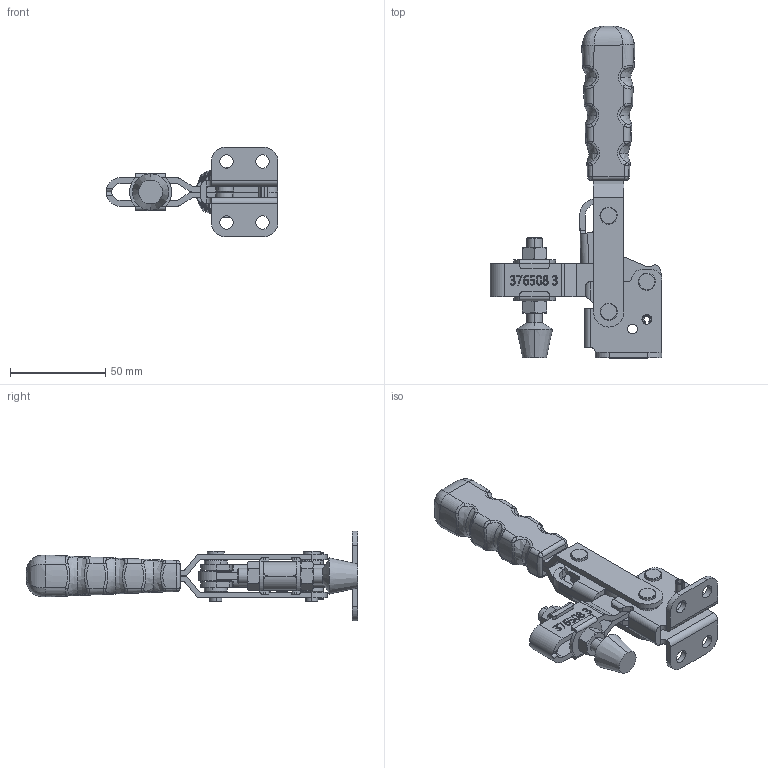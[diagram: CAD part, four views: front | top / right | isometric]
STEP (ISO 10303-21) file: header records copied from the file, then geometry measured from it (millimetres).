
FILE_DESCRIPTION (( 'STEP AP214' ), '1' );
FILE_NAME ('376508 3(HOLEX-12502-B).STEP', '2024-01-03T09:05:15', ( 'D2' ), ( '' ), 'SwSTEP 2.0', 'SolidWorks 2016', '' );
FILE_SCHEMA (( 'AUTOMOTIVE_DESIGN' ));
Length unit declared in the file: millimetre
Products named in the file (17): 376508 3(HOLEX-12502-B); 7408063 (紅頭)+FW-516; Hexagon Nut_1_JIS; 5100516K (FW-516); 7408063K; 4110241SS; 4102327SS; 412502B37; 112502B05; 376508 3 手把組合; 6800GH-3-12Holex; 112502B01; 376508 3 壓把組合; 鏡射376508 3 壓把; 376508 3 壓把; 5405025; 112502B13
Assembly tree (23 placements, depth 3):
  376508 3(HOLEX-12502-B)
    112502B13
    5405025
    376508 3 壓把組合
      376508 3 壓把
      鏡射376508 3 壓把
    376508 3 手把組合
      112502B01
      6800GH-3-12Holex
    112502B05
    412502B37  x4
    4102327SS  x2
    4110241SS  x2
    7408063 (紅頭)+FW-516
      7408063K
      5100516K (FW-516)  x2
      Hexagon Nut_1_JIS  x2
Bounding box: 90.27 x 174.2 x 47 mm (x, y, z)
Volume: 79908.2 mm3; surface area: 54476.5 mm2
Topology: 21 solids, 21 shells, 768 faces, 1909 edges, 1209 vertices
Faces by surface type: plane 280, cylinder 219, bspline 173, cone 94, torus 2
Entity records: 39761 total; most frequent: CARTESIAN_POINT 24599, ORIENTED_EDGE 3218, DIRECTION 2564, EDGE_CURVE 1609, VERTEX_POINT 1034, AXIS2_PLACEMENT_3D 870, VECTOR 824, LINE 824
